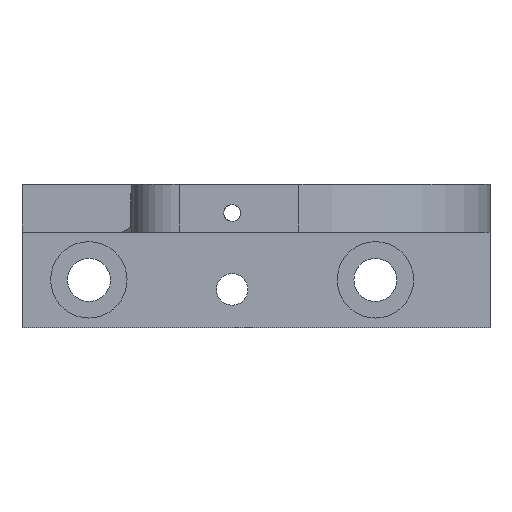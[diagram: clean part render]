
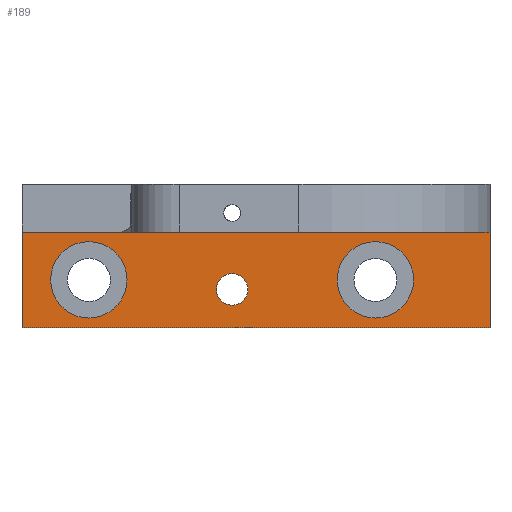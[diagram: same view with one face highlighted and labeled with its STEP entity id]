
A CAD part, front view. The second image highlights one B-rep face of the part: STEP entity #189.
In plain terms, the highlighted planar face has unit normal (0, -1, 0).
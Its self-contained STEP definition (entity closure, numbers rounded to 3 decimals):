
#53 = DIRECTION ( 'NONE',  ( 0., 0., -1. ) ) ;
#65 = ORIENTED_EDGE ( 'NONE', *, *, #140, .F. ) ;
#87 = ORIENTED_EDGE ( 'NONE', *, *, #1969, .F. ) ;
#123 = ORIENTED_EDGE ( 'NONE', *, *, #1558, .F. ) ;
#131 = EDGE_CURVE ( 'NONE', #1607, #927, #892, .T. ) ;
#140 = EDGE_CURVE ( 'NONE', #299, #1376, #573, .T. ) ;
#167 = EDGE_CURVE ( 'NONE', #468, #296, #1985, .T. ) ;
#176 = CIRCLE ( 'NONE', #1914, 4. ) ;
#189 = ADVANCED_FACE ( 'NONE', ( #601, #313, #461, #1595 ), #301, .F. ) ;
#264 = DIRECTION ( 'NONE',  ( -1., 0., 0. ) ) ;
#267 = CARTESIAN_POINT ( 'NONE',  ( -22., 21.5, -10. ) ) ;
#296 = VERTEX_POINT ( 'NONE', #350 ) ;
#299 = VERTEX_POINT ( 'NONE', #1183 ) ;
#301 = PLANE ( 'NONE',  #1686 ) ;
#311 = EDGE_LOOP ( 'NONE', ( #577, #1813, #685, #123 ) ) ;
#313 = FACE_BOUND ( 'NONE', #1222, .T. ) ;
#350 = CARTESIAN_POINT ( 'NONE',  ( 0., 21.5, -7.65 ) ) ;
#374 = CIRCLE ( 'NONE', #1548, 1.65 ) ;
#381 = VERTEX_POINT ( 'NONE', #1192 ) ;
#424 = ORIENTED_EDGE ( 'NONE', *, *, #167, .F. ) ;
#436 = CARTESIAN_POINT ( 'NONE',  ( 0., 21.5, -6. ) ) ;
#461 = FACE_BOUND ( 'NONE', #709, .T. ) ;
#468 = VERTEX_POINT ( 'NONE', #1235 ) ;
#492 = AXIS2_PLACEMENT_3D ( 'NONE', #1037, #1524, #905 ) ;
#494 = ORIENTED_EDGE ( 'NONE', *, *, #1340, .F. ) ;
#548 = DIRECTION ( 'NONE',  ( 0., -1., 0. ) ) ;
#573 = CIRCLE ( 'NONE', #1174, 4. ) ;
#577 = ORIENTED_EDGE ( 'NONE', *, *, #131, .T. ) ;
#601 = FACE_BOUND ( 'NONE', #813, .T. ) ;
#640 = VECTOR ( 'NONE', #264, 1000. ) ;
#665 = VECTOR ( 'NONE', #1372, 1000. ) ;
#672 = CARTESIAN_POINT ( 'NONE',  ( 15., 21.5, -1. ) ) ;
#685 = ORIENTED_EDGE ( 'NONE', *, *, #828, .F. ) ;
#709 = EDGE_LOOP ( 'NONE', ( #65, #1867 ) ) ;
#728 = CARTESIAN_POINT ( 'NONE',  ( 27., 21.5, 0. ) ) ;
#736 = DIRECTION ( 'NONE',  ( 0., 0., 1. ) ) ;
#744 = LINE ( 'NONE', #267, #665 ) ;
#770 = DIRECTION ( 'NONE',  ( -1., 0., 0. ) ) ;
#794 = DIRECTION ( 'NONE',  ( 0., -1., 0. ) ) ;
#813 = EDGE_LOOP ( 'NONE', ( #1342, #424 ) ) ;
#828 = EDGE_CURVE ( 'NONE', #381, #1703, #744, .T. ) ;
#892 = LINE ( 'NONE', #1054, #640 ) ;
#905 = DIRECTION ( 'NONE',  ( 0., 0., -1. ) ) ;
#912 = DIRECTION ( 'NONE',  ( 0., 0., -1. ) ) ;
#927 = VERTEX_POINT ( 'NONE', #1185 ) ;
#959 = CIRCLE ( 'NONE', #492, 4. ) ;
#980 = DIRECTION ( 'NONE',  ( 0., -1., 0. ) ) ;
#1037 = CARTESIAN_POINT ( 'NONE',  ( -15., 21.5, -5. ) ) ;
#1041 = DIRECTION ( 'NONE',  ( 0., 0., -1. ) ) ;
#1052 = LINE ( 'NONE', #728, #1988 ) ;
#1054 = CARTESIAN_POINT ( 'NONE',  ( -22., 21.5, 0. ) ) ;
#1111 = CARTESIAN_POINT ( 'NONE',  ( -22., 21.5, -10. ) ) ;
#1147 = VERTEX_POINT ( 'NONE', #1854 ) ;
#1164 = CARTESIAN_POINT ( 'NONE',  ( -15., 21.5, -5. ) ) ;
#1174 = AXIS2_PLACEMENT_3D ( 'NONE', #2027, #1552, #912 ) ;
#1183 = CARTESIAN_POINT ( 'NONE',  ( 15., 21.5, -9. ) ) ;
#1185 = CARTESIAN_POINT ( 'NONE',  ( -22., 21.5, 0. ) ) ;
#1192 = CARTESIAN_POINT ( 'NONE',  ( 27., 21.5, -10. ) ) ;
#1208 = VECTOR ( 'NONE', #736, 1000. ) ;
#1222 = EDGE_LOOP ( 'NONE', ( #494, #87 ) ) ;
#1228 = EDGE_CURVE ( 'NONE', #1376, #299, #176, .T. ) ;
#1231 = CARTESIAN_POINT ( 'NONE',  ( -22., 21.5, -10. ) ) ;
#1235 = CARTESIAN_POINT ( 'NONE',  ( 0., 21.5, -4.35 ) ) ;
#1299 = DIRECTION ( 'NONE',  ( 0., 0., -1. ) ) ;
#1340 = EDGE_CURVE ( 'NONE', #1147, #2070, #1613, .T. ) ;
#1342 = ORIENTED_EDGE ( 'NONE', *, *, #1450, .F. ) ;
#1372 = DIRECTION ( 'NONE',  ( -1., 0., 0. ) ) ;
#1376 = VERTEX_POINT ( 'NONE', #672 ) ;
#1390 = LINE ( 'NONE', #1399, #1208 ) ;
#1396 = CARTESIAN_POINT ( 'NONE',  ( -15., 21.5, -1. ) ) ;
#1399 = CARTESIAN_POINT ( 'NONE',  ( -22., 21.5, -10. ) ) ;
#1414 = DIRECTION ( 'NONE',  ( 0., 0., -1. ) ) ;
#1450 = EDGE_CURVE ( 'NONE', #296, #468, #374, .T. ) ;
#1484 = CARTESIAN_POINT ( 'NONE',  ( 0., 21.5, -6. ) ) ;
#1504 = EDGE_CURVE ( 'NONE', #1703, #927, #1390, .T. ) ;
#1524 = DIRECTION ( 'NONE',  ( 0., -1., 0. ) ) ;
#1548 = AXIS2_PLACEMENT_3D ( 'NONE', #1484, #548, #53 ) ;
#1552 = DIRECTION ( 'NONE',  ( 0., -1., 0. ) ) ;
#1558 = EDGE_CURVE ( 'NONE', #1607, #381, #1052, .T. ) ;
#1595 = FACE_OUTER_BOUND ( 'NONE', #311, .T. ) ;
#1607 = VERTEX_POINT ( 'NONE', #1872 ) ;
#1613 = CIRCLE ( 'NONE', #1750, 4. ) ;
#1631 = DIRECTION ( 'NONE',  ( 0., -1., 0. ) ) ;
#1686 = AXIS2_PLACEMENT_3D ( 'NONE', #1231, #1874, #770 ) ;
#1703 = VERTEX_POINT ( 'NONE', #1111 ) ;
#1750 = AXIS2_PLACEMENT_3D ( 'NONE', #1164, #1631, #1299 ) ;
#1813 = ORIENTED_EDGE ( 'NONE', *, *, #1504, .F. ) ;
#1854 = CARTESIAN_POINT ( 'NONE',  ( -15., 21.5, -9. ) ) ;
#1867 = ORIENTED_EDGE ( 'NONE', *, *, #1228, .F. ) ;
#1872 = CARTESIAN_POINT ( 'NONE',  ( 27., 21.5, 0. ) ) ;
#1874 = DIRECTION ( 'NONE',  ( 0., 1., 0. ) ) ;
#1914 = AXIS2_PLACEMENT_3D ( 'NONE', #2065, #980, #1414 ) ;
#1915 = AXIS2_PLACEMENT_3D ( 'NONE', #436, #794, #2038 ) ;
#1969 = EDGE_CURVE ( 'NONE', #2070, #1147, #959, .T. ) ;
#1985 = CIRCLE ( 'NONE', #1915, 1.65 ) ;
#1988 = VECTOR ( 'NONE', #1041, 1000. ) ;
#2027 = CARTESIAN_POINT ( 'NONE',  ( 15., 21.5, -5. ) ) ;
#2038 = DIRECTION ( 'NONE',  ( 0., 0., -1. ) ) ;
#2065 = CARTESIAN_POINT ( 'NONE',  ( 15., 21.5, -5. ) ) ;
#2070 = VERTEX_POINT ( 'NONE', #1396 ) ;
